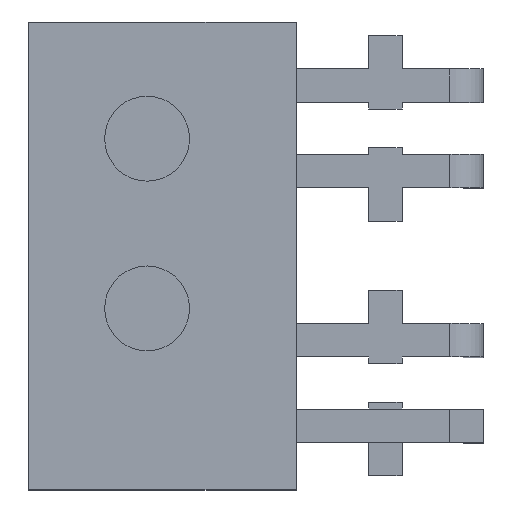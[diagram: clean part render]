
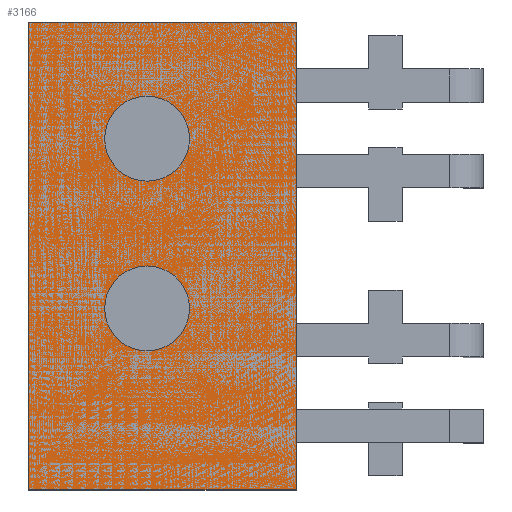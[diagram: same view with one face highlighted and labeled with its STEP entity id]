
A CAD part, top view. The second image highlights one B-rep face of the part: STEP entity #3166.
In plain terms, the highlighted planar face has unit normal (0, 0, 1).
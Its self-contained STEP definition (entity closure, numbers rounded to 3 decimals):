
#2879 = VERTEX_POINT('',#2880);
#2880 = CARTESIAN_POINT('',(-4.,6.04,1.45));
#2887 = PLANE('',#2888);
#2888 = AXIS2_PLACEMENT_3D('',#2889,#2890,#2891);
#2889 = CARTESIAN_POINT('',(-4.,6.04,-1.05));
#2890 = DIRECTION('',(0.,1.,0.));
#2891 = DIRECTION('',(1.,0.,0.));
#2899 = PLANE('',#2900);
#2900 = AXIS2_PLACEMENT_3D('',#2901,#2902,#2903);
#2901 = CARTESIAN_POINT('',(-4.,-0.96,-1.05));
#2902 = DIRECTION('',(-1.,0.,0.));
#2903 = DIRECTION('',(0.,1.,0.));
#2911 = EDGE_CURVE('',#2879,#2912,#2914,.T.);
#2912 = VERTEX_POINT('',#2913);
#2913 = CARTESIAN_POINT('',(0.,6.04,1.45));
#2914 = SURFACE_CURVE('',#2915,(#2919,#2926),.PCURVE_S1.);
#2915 = LINE('',#2916,#2917);
#2916 = CARTESIAN_POINT('',(-4.,6.04,1.45));
#2917 = VECTOR('',#2918,1.);
#2918 = DIRECTION('',(1.,0.,0.));
#2919 = PCURVE('',#2887,#2920);
#2920 = DEFINITIONAL_REPRESENTATION('',(#2921),#2925);
#2921 = LINE('',#2922,#2923);
#2922 = CARTESIAN_POINT('',(0.,-2.5));
#2923 = VECTOR('',#2924,1.);
#2924 = DIRECTION('',(1.,0.));
#2925 = ( GEOMETRIC_REPRESENTATION_CONTEXT(2) 
PARAMETRIC_REPRESENTATION_CONTEXT() REPRESENTATION_CONTEXT('2D SPACE',''
  ) );
#2926 = PCURVE('',#2927,#2932);
#2927 = PLANE('',#2928);
#2928 = AXIS2_PLACEMENT_3D('',#2929,#2930,#2931);
#2929 = CARTESIAN_POINT('',(-4.,6.04,1.45));
#2930 = DIRECTION('',(0.,0.,1.));
#2931 = DIRECTION('',(1.,0.,0.));
#2932 = DEFINITIONAL_REPRESENTATION('',(#2933),#2937);
#2933 = LINE('',#2934,#2935);
#2934 = CARTESIAN_POINT('',(0.,0.));
#2935 = VECTOR('',#2936,1.);
#2936 = DIRECTION('',(1.,0.));
#2937 = ( GEOMETRIC_REPRESENTATION_CONTEXT(2) 
PARAMETRIC_REPRESENTATION_CONTEXT() REPRESENTATION_CONTEXT('2D SPACE',''
  ) );
#2955 = PLANE('',#2956);
#2956 = AXIS2_PLACEMENT_3D('',#2957,#2958,#2959);
#2957 = CARTESIAN_POINT('',(0.,6.04,-1.05));
#2958 = DIRECTION('',(1.,0.,0.));
#2959 = DIRECTION('',(0.,-1.,0.));
#2999 = VERTEX_POINT('',#3000);
#3000 = CARTESIAN_POINT('',(-4.,-0.96,1.45));
#3014 = PLANE('',#3015);
#3015 = AXIS2_PLACEMENT_3D('',#3016,#3017,#3018);
#3016 = CARTESIAN_POINT('',(0.,-0.96,-1.05));
#3017 = DIRECTION('',(0.,-1.,0.));
#3018 = DIRECTION('',(-1.,0.,0.));
#3026 = EDGE_CURVE('',#2999,#2879,#3027,.T.);
#3027 = SURFACE_CURVE('',#3028,(#3032,#3039),.PCURVE_S1.);
#3028 = LINE('',#3029,#3030);
#3029 = CARTESIAN_POINT('',(-4.,-0.96,1.45));
#3030 = VECTOR('',#3031,1.);
#3031 = DIRECTION('',(0.,1.,0.));
#3032 = PCURVE('',#2899,#3033);
#3033 = DEFINITIONAL_REPRESENTATION('',(#3034),#3038);
#3034 = LINE('',#3035,#3036);
#3035 = CARTESIAN_POINT('',(0.,-2.5));
#3036 = VECTOR('',#3037,1.);
#3037 = DIRECTION('',(1.,0.));
#3038 = ( GEOMETRIC_REPRESENTATION_CONTEXT(2) 
PARAMETRIC_REPRESENTATION_CONTEXT() REPRESENTATION_CONTEXT('2D SPACE',''
  ) );
#3039 = PCURVE('',#2927,#3040);
#3040 = DEFINITIONAL_REPRESENTATION('',(#3041),#3045);
#3041 = LINE('',#3042,#3043);
#3042 = CARTESIAN_POINT('',(0.,-7.));
#3043 = VECTOR('',#3044,1.);
#3044 = DIRECTION('',(0.,1.));
#3045 = ( GEOMETRIC_REPRESENTATION_CONTEXT(2) 
PARAMETRIC_REPRESENTATION_CONTEXT() REPRESENTATION_CONTEXT('2D SPACE',''
  ) );
#3073 = EDGE_CURVE('',#2912,#3074,#3076,.T.);
#3074 = VERTEX_POINT('',#3075);
#3075 = CARTESIAN_POINT('',(0.,-0.96,1.45));
#3076 = SURFACE_CURVE('',#3077,(#3081,#3088),.PCURVE_S1.);
#3077 = LINE('',#3078,#3079);
#3078 = CARTESIAN_POINT('',(0.,6.04,1.45));
#3079 = VECTOR('',#3080,1.);
#3080 = DIRECTION('',(0.,-1.,0.));
#3081 = PCURVE('',#2955,#3082);
#3082 = DEFINITIONAL_REPRESENTATION('',(#3083),#3087);
#3083 = LINE('',#3084,#3085);
#3084 = CARTESIAN_POINT('',(0.,-2.5));
#3085 = VECTOR('',#3086,1.);
#3086 = DIRECTION('',(1.,0.));
#3087 = ( GEOMETRIC_REPRESENTATION_CONTEXT(2) 
PARAMETRIC_REPRESENTATION_CONTEXT() REPRESENTATION_CONTEXT('2D SPACE',''
  ) );
#3088 = PCURVE('',#2927,#3089);
#3089 = DEFINITIONAL_REPRESENTATION('',(#3090),#3094);
#3090 = LINE('',#3091,#3092);
#3091 = CARTESIAN_POINT('',(4.,0.));
#3092 = VECTOR('',#3093,1.);
#3093 = DIRECTION('',(0.,-1.));
#3094 = ( GEOMETRIC_REPRESENTATION_CONTEXT(2) 
PARAMETRIC_REPRESENTATION_CONTEXT() REPRESENTATION_CONTEXT('2D SPACE',''
  ) );
#3166 = ADVANCED_FACE('',(#3167,#3193,#3224),#2927,.T.);
#3167 = FACE_BOUND('',#3168,.T.);
#3168 = EDGE_LOOP('',(#3169,#3170,#3171,#3192));
#3169 = ORIENTED_EDGE('',*,*,#2911,.F.);
#3170 = ORIENTED_EDGE('',*,*,#3026,.F.);
#3171 = ORIENTED_EDGE('',*,*,#3172,.F.);
#3172 = EDGE_CURVE('',#3074,#2999,#3173,.T.);
#3173 = SURFACE_CURVE('',#3174,(#3178,#3185),.PCURVE_S1.);
#3174 = LINE('',#3175,#3176);
#3175 = CARTESIAN_POINT('',(0.,-0.96,1.45));
#3176 = VECTOR('',#3177,1.);
#3177 = DIRECTION('',(-1.,0.,0.));
#3178 = PCURVE('',#2927,#3179);
#3179 = DEFINITIONAL_REPRESENTATION('',(#3180),#3184);
#3180 = LINE('',#3181,#3182);
#3181 = CARTESIAN_POINT('',(4.,-7.));
#3182 = VECTOR('',#3183,1.);
#3183 = DIRECTION('',(-1.,0.));
#3184 = ( GEOMETRIC_REPRESENTATION_CONTEXT(2) 
PARAMETRIC_REPRESENTATION_CONTEXT() REPRESENTATION_CONTEXT('2D SPACE',''
  ) );
#3185 = PCURVE('',#3014,#3186);
#3186 = DEFINITIONAL_REPRESENTATION('',(#3187),#3191);
#3187 = LINE('',#3188,#3189);
#3188 = CARTESIAN_POINT('',(0.,-2.5));
#3189 = VECTOR('',#3190,1.);
#3190 = DIRECTION('',(1.,0.));
#3191 = ( GEOMETRIC_REPRESENTATION_CONTEXT(2) 
PARAMETRIC_REPRESENTATION_CONTEXT() REPRESENTATION_CONTEXT('2D SPACE',''
  ) );
#3192 = ORIENTED_EDGE('',*,*,#3073,.F.);
#3193 = FACE_BOUND('',#3194,.T.);
#3194 = EDGE_LOOP('',(#3195));
#3195 = ORIENTED_EDGE('',*,*,#3196,.F.);
#3196 = EDGE_CURVE('',#3197,#3197,#3199,.T.);
#3197 = VERTEX_POINT('',#3198);
#3198 = CARTESIAN_POINT('',(-1.595,4.293,1.45));
#3199 = SURFACE_CURVE('',#3200,(#3205,#3212),.PCURVE_S1.);
#3200 = CIRCLE('',#3201,0.635);
#3201 = AXIS2_PLACEMENT_3D('',#3202,#3203,#3204);
#3202 = CARTESIAN_POINT('',(-2.23,4.293,1.45));
#3203 = DIRECTION('',(0.,0.,1.));
#3204 = DIRECTION('',(1.,0.,0.));
#3205 = PCURVE('',#2927,#3206);
#3206 = DEFINITIONAL_REPRESENTATION('',(#3207),#3211);
#3207 = CIRCLE('',#3208,0.635);
#3208 = AXIS2_PLACEMENT_2D('',#3209,#3210);
#3209 = CARTESIAN_POINT('',(1.77,-1.747));
#3210 = DIRECTION('',(1.,0.));
#3211 = ( GEOMETRIC_REPRESENTATION_CONTEXT(2) 
PARAMETRIC_REPRESENTATION_CONTEXT() REPRESENTATION_CONTEXT('2D SPACE',''
  ) );
#3212 = PCURVE('',#3213,#3218);
#3213 = CYLINDRICAL_SURFACE('',#3214,0.635);
#3214 = AXIS2_PLACEMENT_3D('',#3215,#3216,#3217);
#3215 = CARTESIAN_POINT('',(-2.23,4.293,1.45));
#3216 = DIRECTION('',(0.,0.,1.));
#3217 = DIRECTION('',(1.,0.,0.));
#3218 = DEFINITIONAL_REPRESENTATION('',(#3219),#3223);
#3219 = LINE('',#3220,#3221);
#3220 = CARTESIAN_POINT('',(0.,0.));
#3221 = VECTOR('',#3222,1.);
#3222 = DIRECTION('',(1.,0.));
#3223 = ( GEOMETRIC_REPRESENTATION_CONTEXT(2) 
PARAMETRIC_REPRESENTATION_CONTEXT() REPRESENTATION_CONTEXT('2D SPACE',''
  ) );
#3224 = FACE_BOUND('',#3225,.T.);
#3225 = EDGE_LOOP('',(#3226));
#3226 = ORIENTED_EDGE('',*,*,#3227,.F.);
#3227 = EDGE_CURVE('',#3228,#3228,#3230,.T.);
#3228 = VERTEX_POINT('',#3229);
#3229 = CARTESIAN_POINT('',(-1.595,1.753,1.45));
#3230 = SURFACE_CURVE('',#3231,(#3236,#3243),.PCURVE_S1.);
#3231 = CIRCLE('',#3232,0.635);
#3232 = AXIS2_PLACEMENT_3D('',#3233,#3234,#3235);
#3233 = CARTESIAN_POINT('',(-2.23,1.753,1.45));
#3234 = DIRECTION('',(0.,0.,1.));
#3235 = DIRECTION('',(1.,0.,0.));
#3236 = PCURVE('',#2927,#3237);
#3237 = DEFINITIONAL_REPRESENTATION('',(#3238),#3242);
#3238 = CIRCLE('',#3239,0.635);
#3239 = AXIS2_PLACEMENT_2D('',#3240,#3241);
#3240 = CARTESIAN_POINT('',(1.77,-4.287));
#3241 = DIRECTION('',(1.,0.));
#3242 = ( GEOMETRIC_REPRESENTATION_CONTEXT(2) 
PARAMETRIC_REPRESENTATION_CONTEXT() REPRESENTATION_CONTEXT('2D SPACE',''
  ) );
#3243 = PCURVE('',#3244,#3249);
#3244 = CYLINDRICAL_SURFACE('',#3245,0.635);
#3245 = AXIS2_PLACEMENT_3D('',#3246,#3247,#3248);
#3246 = CARTESIAN_POINT('',(-2.23,1.753,1.45));
#3247 = DIRECTION('',(0.,0.,1.));
#3248 = DIRECTION('',(1.,0.,0.));
#3249 = DEFINITIONAL_REPRESENTATION('',(#3250),#3254);
#3250 = LINE('',#3251,#3252);
#3251 = CARTESIAN_POINT('',(0.,0.));
#3252 = VECTOR('',#3253,1.);
#3253 = DIRECTION('',(1.,0.));
#3254 = ( GEOMETRIC_REPRESENTATION_CONTEXT(2) 
PARAMETRIC_REPRESENTATION_CONTEXT() REPRESENTATION_CONTEXT('2D SPACE',''
  ) );
